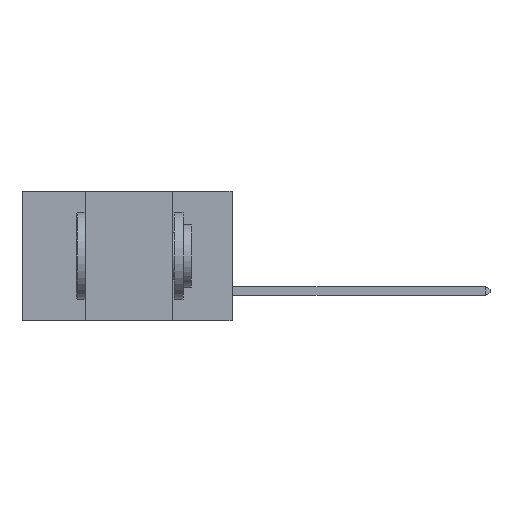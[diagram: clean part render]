
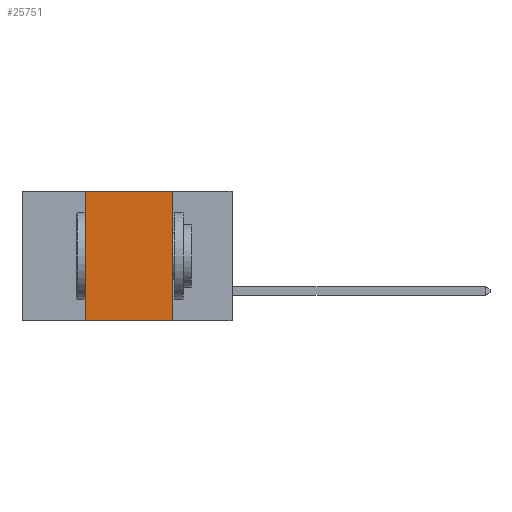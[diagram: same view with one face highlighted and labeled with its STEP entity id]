
A CAD part, left-side view. The second image highlights one B-rep face of the part: STEP entity #25751.
In plain terms, the highlighted planar face has unit normal (-1, 0, 0).
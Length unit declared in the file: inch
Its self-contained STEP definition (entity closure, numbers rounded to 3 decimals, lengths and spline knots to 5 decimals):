
#716 = VECTOR ( 'NONE', #14039, 39.37008 ) ;
#1957 = CARTESIAN_POINT ( 'NONE',  ( 0., 0.42, 0. ) ) ;
#6037 = VERTEX_POINT ( 'NONE', #34566 ) ;
#7442 = CARTESIAN_POINT ( 'NONE',  ( 0., 0.42, -0.37 ) ) ;
#7462 = ORIENTED_EDGE ( 'NONE', *, *, #16030, .F. ) ;
#8047 = CARTESIAN_POINT ( 'NONE',  ( 0., 0.6, 0. ) ) ;
#9158 = VERTEX_POINT ( 'NONE', #1957 ) ;
#9361 = VERTEX_POINT ( 'NONE', #31169 ) ;
#10903 = DIRECTION ( 'NONE',  ( 0., 0., -1. ) ) ;
#11104 = VERTEX_POINT ( 'NONE', #7442 ) ;
#11565 = DIRECTION ( 'NONE',  ( 0., -1., 0. ) ) ;
#11648 = EDGE_LOOP ( 'NONE', ( #16052, #7462, #25869, #33699 ) ) ;
#13315 = EDGE_CURVE ( 'NONE', #11104, #9361, #24182, .T. ) ;
#14039 = DIRECTION ( 'NONE',  ( 0., -1., 0. ) ) ;
#14459 = EDGE_CURVE ( 'NONE', #6037, #9361, #22947, .T. ) ;
#14793 = PLANE ( 'NONE',  #41638 ) ;
#15027 = CARTESIAN_POINT ( 'NONE',  ( 0., 0.17, 0. ) ) ;
#15843 = VECTOR ( 'NONE', #42292, 39.37008 ) ;
#16030 = EDGE_CURVE ( 'NONE', #9158, #6037, #25938, .T. ) ;
#16052 = ORIENTED_EDGE ( 'NONE', *, *, #14459, .F. ) ;
#20629 = CARTESIAN_POINT ( 'NONE',  ( 0., 0.6, -0.37 ) ) ;
#22947 = LINE ( 'NONE', #15027, #15843 ) ;
#24182 = LINE ( 'NONE', #20629, #716 ) ;
#25751 = ADVANCED_FACE ( 'NONE', ( #31876 ), #14793, .F. ) ;
#25869 = ORIENTED_EDGE ( 'NONE', *, *, #39714, .F. ) ;
#25938 = LINE ( 'NONE', #31126, #26930 ) ;
#26930 = VECTOR ( 'NONE', #11565, 39.37008 ) ;
#27452 = DIRECTION ( 'NONE',  ( 1., 0., 0. ) ) ;
#29064 = LINE ( 'NONE', #36089, #37776 ) ;
#29491 = DIRECTION ( 'NONE',  ( 0., 0., 1. ) ) ;
#31126 = CARTESIAN_POINT ( 'NONE',  ( 0., 0.6, 0. ) ) ;
#31169 = CARTESIAN_POINT ( 'NONE',  ( 0., 0.17, -0.37 ) ) ;
#31876 = FACE_OUTER_BOUND ( 'NONE', #11648, .T. ) ;
#33699 = ORIENTED_EDGE ( 'NONE', *, *, #13315, .T. ) ;
#34566 = CARTESIAN_POINT ( 'NONE',  ( 0., 0.17, 0. ) ) ;
#36089 = CARTESIAN_POINT ( 'NONE',  ( 0., 0.42, 0. ) ) ;
#37776 = VECTOR ( 'NONE', #29491, 39.37008 ) ;
#39714 = EDGE_CURVE ( 'NONE', #11104, #9158, #29064, .T. ) ;
#41638 = AXIS2_PLACEMENT_3D ( 'NONE', #8047, #27452, #10903 ) ;
#42292 = DIRECTION ( 'NONE',  ( 0., 0., -1. ) ) ;
